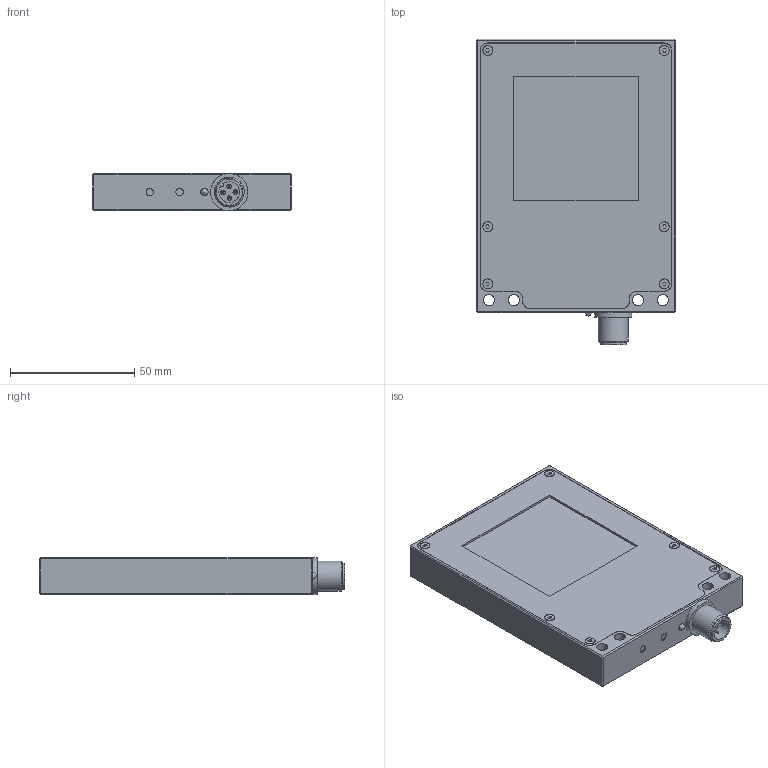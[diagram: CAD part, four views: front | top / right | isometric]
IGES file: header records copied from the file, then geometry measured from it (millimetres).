
Global section: file name: BEK-F5050-GxTI-IBS,2; native system: 2HAutodesk Inventor 2015; preprocessor: unknown; author: lck; date: 20150721.153106; units: millimetre
Bounding box: 80 x 123 x 15.1 mm (x, y, z)
Volume: 128737.7 mm3; surface area: 26699.4 mm2
Topology: 5 solids, 18 shells, 268 faces, 602 edges, 389 vertices
Faces by surface type: bspline 268
